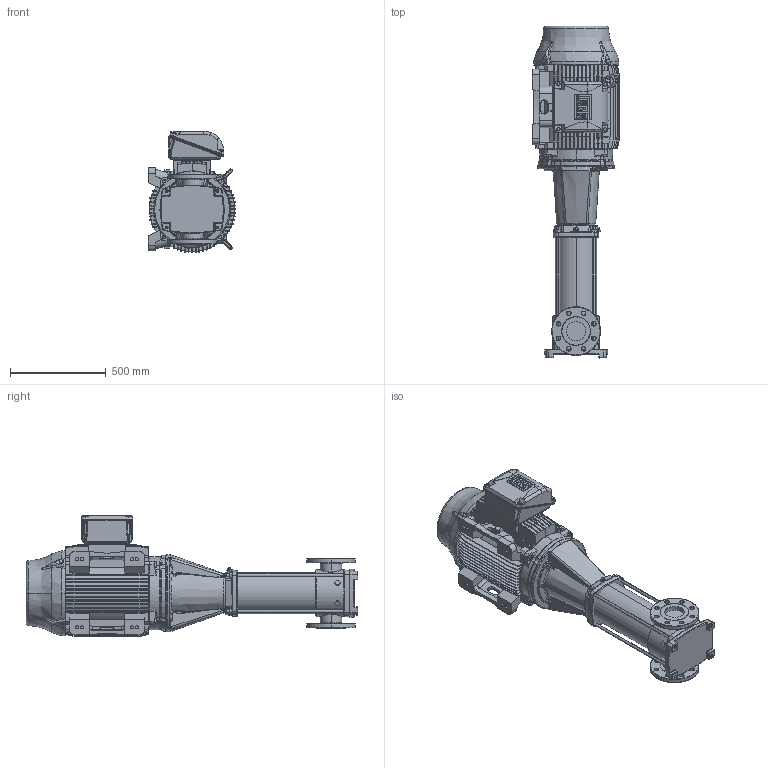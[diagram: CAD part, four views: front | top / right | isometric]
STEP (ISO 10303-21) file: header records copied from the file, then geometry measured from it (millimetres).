
FILE_DESCRIPTION (( 'STEP AP203' ), '1' );
FILE_NAME ('3350143 - MVI-320-5_2-60 HP-364TSC-304-E-575~3.step', '2022-03-31T15:38:01', ( '' ), ( '' ), 'SwSTEP 2.0', 'SolidWorks 2021', '' );
FILE_SCHEMA (( 'CONFIG_CONTROL_DESIGN' ));
Length unit declared in the file: inch
Products named in the file (5): 3310246 - NEMA 60HP VH2 3~575V 364_5TSC TEFC; TEFC MOTOR_3310246 - NEMA 60HP VH2 3~575V 364_5TSC TEFC; MVI PEO - [304-EPDM]_3304143 - MVI-320-5_2-60 HP-364TSC-304-E-S; SBI(N)64-5-2; 3350143 - MVI-320-5_2-60 HP-364TSC-304-E-575~3
Assembly tree (4 placements, depth 3):
  3350143 - MVI-320-5_2-60 HP-364TSC-304-E-575~3
    MVI PEO - [304-EPDM]_3304143 - MVI-320-5_2-60 HP-364TSC-304-E-S
      SBI(N)64-5-2
    TEFC MOTOR_3310246 - NEMA 60HP VH2 3~575V 364_5TSC TEFC
      3310246 - NEMA 60HP VH2 3~575V 364_5TSC TEFC
Bounding box: 456.1 x 1731.66 x 634.31 mm (x, y, z)
Volume: 155085138.1 mm3; surface area: 5350887.2 mm2
Topology: 16 solids, 43 shells, 3617 faces, 9538 edges, 6073 vertices
Faces by surface type: plane 1478, bspline 761, cone 752, cylinder 626
Entity records: 174931 total; most frequent: CARTESIAN_POINT 92049, ORIENTED_EDGE 18920, DIRECTION 14781, EDGE_CURVE 9460, VERTEX_POINT 6073, AXIS2_PLACEMENT_3D 5419, VECTOR 3943, LINE 3943
